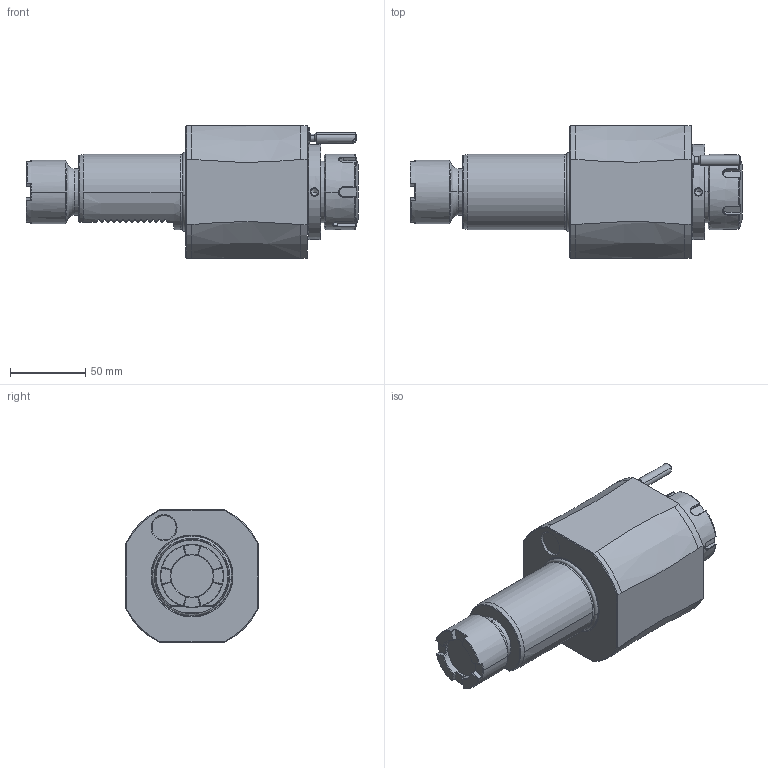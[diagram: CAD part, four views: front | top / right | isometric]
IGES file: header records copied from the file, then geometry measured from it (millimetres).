
Start section:  PTC IGES file: ngt1_50_141_32_1ja.igs
Global section: file name: ngt1_50_141_32_1ja.igs; native system: Pro/ENGINEER by Parametric Technology Corporation; preprocessor: 2010280; author: vali; organization: Unknown; date: 20200706.134541; units: millimetre
Bounding box: 220.1 x 88 x 88 mm (x, y, z)
Volume: 796580.3 mm3; surface area: 66260.3 mm2
Topology: 1 solids, 1 shells, 313 faces, 813 edges, 508 vertices
Faces by surface type: bspline 176, revolution 137
